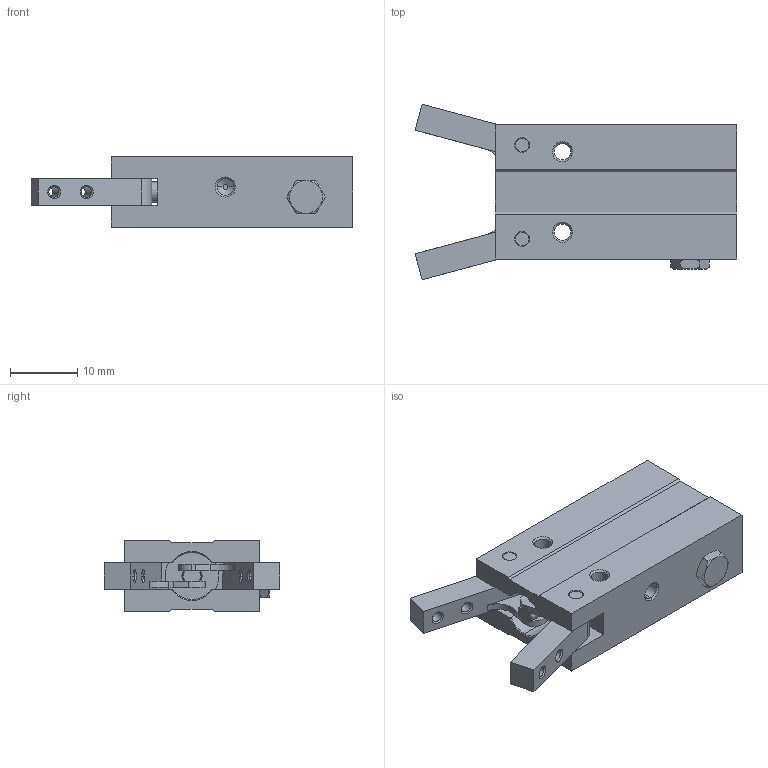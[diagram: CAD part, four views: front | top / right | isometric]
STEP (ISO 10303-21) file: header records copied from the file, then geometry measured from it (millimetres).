
FILE_DESCRIPTION (( 'STEP AP214' ), '1' );
FILE_NAME ('KA06MSA-M.step', '2017-07-18T19:56:17', ( '' ), ( '' ), 'SwSTEP 2.0', 'SolidWorks 2017', '' );
FILE_SCHEMA (( 'AUTOMOTIVE_DESIGN' ));
Length unit declared in the file: millimetre
Products named in the file (5): KA06MSA-M-4; KA06MSA-M-3; KA06MSA-M-2; KA06MSA-M-1; KA06MSA-M
Assembly tree (4 placements, depth 2):
  KA06MSA-M
    KA06MSA-M-1
    KA06MSA-M-2
    KA06MSA-M-3
    KA06MSA-M-4
Bounding box: 47.97 x 26.15 x 10.5 mm (x, y, z)
Volume: 6380.2 mm3; surface area: 5342.6 mm2
Topology: 4 solids, 5 shells, 196 faces, 484 edges, 310 vertices
Faces by surface type: plane 74, cylinder 67, cone 55
Entity records: 6130 total; most frequent: CARTESIAN_POINT 1113, DIRECTION 1064, ORIENTED_EDGE 968, EDGE_CURVE 484, AXIS2_PLACEMENT_3D 405, VERTEX_POINT 310, VECTOR 254, LINE 254
